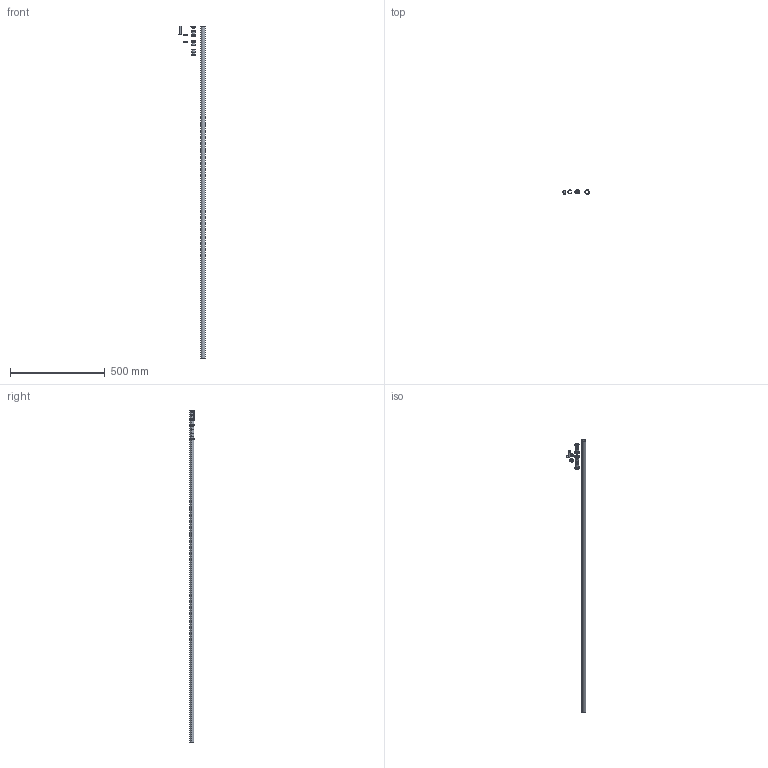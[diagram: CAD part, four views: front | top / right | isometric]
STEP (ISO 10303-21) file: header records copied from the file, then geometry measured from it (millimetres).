
FILE_DESCRIPTION (( 'STEP AP203' ), '1' );
FILE_NAME ('FSA8800 S20 Set 2 Teile 1755 neu.STEP', '2025-05-08T07:16:51', ( '' ), ( '' ), 'SwSTEP 2.0', 'SolidWorks 2023', '' );
FILE_SCHEMA (( 'CONFIG_CONTROL_DESIGN' ));
Length unit declared in the file: millimetre
Products named in the file (13): Klebeband Montagewinkel gefältzte Tür; Kleberondelle d21_01; Montagewinkel gefälzte Tür; Abdeckfolie d21_01; FSA8800 S20 Set 2 Teile 1755 neu; Klebepad Montagewinkel gefältzte Tür_mit einer Abdeckfolie; Abdeckprofil 1755 S20_1755; Fuss mit Klebepad S20; Folie Montagewinkel gefältzte Tür; Sicherungsclip S20; Fuss S20; Zapfen S20; Montagewinkel gefältze Tür_01
Assembly tree (15 placements, depth 4):
  FSA8800 S20 Set 2 Teile 1755 neu
    Abdeckprofil 1755 S20_1755
    Fuss mit Klebepad S20
      Fuss S20
      Kleberondelle d21_01
      Abdeckfolie d21_01
    Zapfen S20  x3
    Sicherungsclip S20  x2
    Montagewinkel gefälzte Tür
      Montagewinkel gefältze Tür_01
      Klebepad Montagewinkel gefältzte Tür_mit einer Abdeckfolie
        Klebeband Montagewinkel gefältzte Tür
        Folie Montagewinkel gefältzte Tür
Bounding box: 138.99 x 24.2 x 1755 mm (x, y, z)
Volume: 141827.4 mm3; surface area: 249346.8 mm2
Topology: 12 solids, 12 shells, 286 faces, 642 edges, 373 vertices
Faces by surface type: cylinder 114, torus 71, plane 65, sphere 22, cone 14
Entity records: 5831 total; most frequent: DIRECTION 894, CARTESIAN_POINT 740, ORIENTED_EDGE 680, AXIS2_PLACEMENT_3D 381, EDGE_CURVE 340, VERTEX_POINT 207, CIRCLE 204, EDGE_LOOP 173
